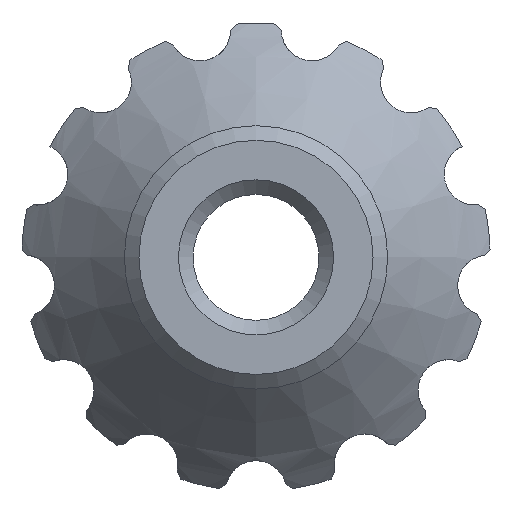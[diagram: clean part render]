
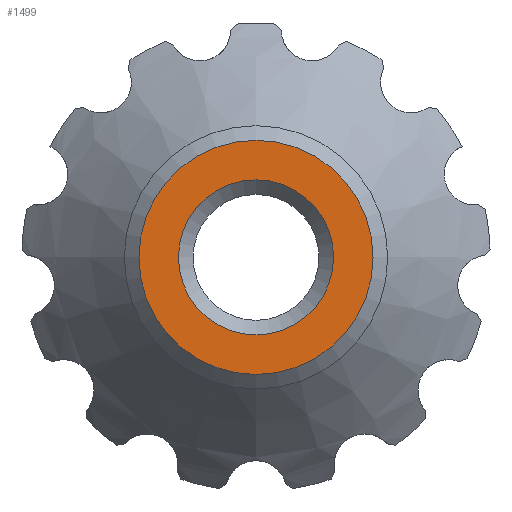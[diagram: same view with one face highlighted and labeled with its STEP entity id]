
A CAD part, front view. The second image highlights one B-rep face of the part: STEP entity #1499.
In plain terms, the highlighted planar face has unit normal (0, -1, 0).
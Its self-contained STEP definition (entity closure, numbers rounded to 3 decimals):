
#16=FACE_BOUND('',#317,.T.);
#127=CIRCLE('',#1639,4.);
#130=CIRCLE('',#1643,2.65);
#228=FACE_OUTER_BOUND('',#316,.T.);
#316=EDGE_LOOP('',(#1302));
#317=EDGE_LOOP('',(#1303));
#690=VERTEX_POINT('',#2989);
#693=VERTEX_POINT('',#2997);
#903=EDGE_CURVE('',#690,#690,#127,.T.);
#907=EDGE_CURVE('',#693,#693,#130,.T.);
#1302=ORIENTED_EDGE('',*,*,#903,.F.);
#1303=ORIENTED_EDGE('',*,*,#907,.F.);
#1421=PLANE('',#1642);
#1499=ADVANCED_FACE('',(#228,#16),#1421,.T.);
#1639=AXIS2_PLACEMENT_3D('',#2990,#1962,#1963);
#1642=AXIS2_PLACEMENT_3D('',#2996,#1969,#1970);
#1643=AXIS2_PLACEMENT_3D('',#2998,#1971,#1972);
#1962=DIRECTION('center_axis',(0.,1.,0.));
#1963=DIRECTION('ref_axis',(-1.,0.,0.));
#1969=DIRECTION('center_axis',(0.,-1.,0.));
#1970=DIRECTION('ref_axis',(0.,0.,-1.));
#1971=DIRECTION('center_axis',(0.,-1.,0.));
#1972=DIRECTION('ref_axis',(-1.,0.,0.));
#2989=CARTESIAN_POINT('',(4.,0.,0.));
#2990=CARTESIAN_POINT('Origin',(0.,0.,0.));
#2996=CARTESIAN_POINT('Origin',(2.15,0.,0.));
#2997=CARTESIAN_POINT('',(2.65,0.,0.));
#2998=CARTESIAN_POINT('Origin',(0.,0.,0.));
